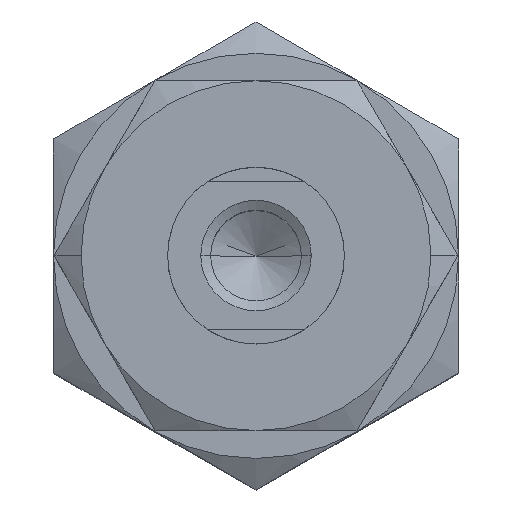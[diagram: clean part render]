
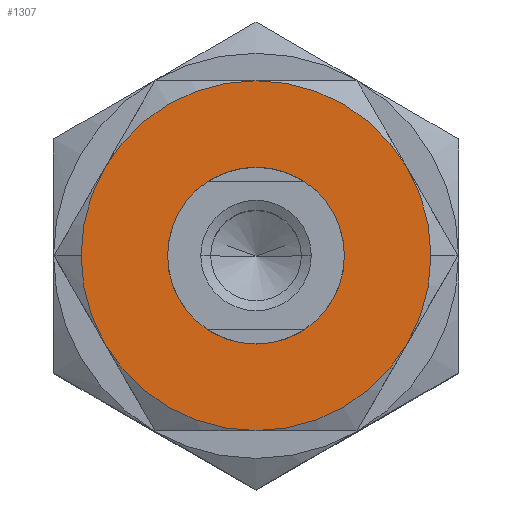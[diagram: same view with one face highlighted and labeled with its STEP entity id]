
A CAD part, top view. The second image highlights one B-rep face of the part: STEP entity #1307.
In plain terms, the highlighted planar face has unit normal (0, 0, 1).
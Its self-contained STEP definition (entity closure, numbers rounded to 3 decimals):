
#693=VERTEX_POINT('',#1884);
#751=VERTEX_POINT('',#1949);
#793=EDGE_CURVE('',#1183,#1735,#1996,.T.);
#827=EDGE_CURVE('',#1199,#1477,#2032,.T.);
#989=EDGE_CURVE('',#1383,#693,#2214,.T.);
#1097=EDGE_CURVE('',#693,#1383,#2339,.T.);
#1153=EDGE_CURVE('',#751,#1407,#2403,.T.);
#1165=EDGE_CURVE('',#1421,#1183,#2417,.T.);
#1177=EDGE_CURVE('',#1735,#1687,#2430,.T.);
#1183=VERTEX_POINT('',#2436);
#1199=VERTEX_POINT('',#2456);
#1201=EDGE_CURVE('',#1687,#1199,#2458,.T.);
#1307=ADVANCED_FACE('',(#2581,#2582),#2583,.T.);
#1329=EDGE_CURVE('',#1477,#751,#2606,.T.);
#1383=VERTEX_POINT('',#2668);
#1407=VERTEX_POINT('',#2694);
#1421=VERTEX_POINT('',#2709);
#1461=EDGE_CURVE('',#1407,#1421,#2753,.T.);
#1477=VERTEX_POINT('',#2770);
#1687=VERTEX_POINT('',#3001);
#1735=VERTEX_POINT('',#3054);
#1884=CARTESIAN_POINT('',(-4.8,0.,-4.5));
#1949=CARTESIAN_POINT('',(-9.5,0.,-4.5));
#1996=CIRCLE('',#3493,9.5);
#2032=CIRCLE('',#3564,9.5);
#2214=CIRCLE('',#3964,4.8);
#2339=CIRCLE('',#4165,4.8);
#2403=CIRCLE('',#4271,9.5);
#2417=CIRCLE('',#4291,9.5);
#2430=CIRCLE('',#4306,9.5);
#2436=CARTESIAN_POINT('',(8.227,4.75,-4.5));
#2456=CARTESIAN_POINT('',(0.,-9.5,-4.5));
#2458=CIRCLE('',#4340,9.5);
#2581=FACE_OUTER_BOUND('',#4574,.T.);
#2582=FACE_BOUND('',#4575,.T.);
#2583=PLANE('',#4576);
#2606=CIRCLE('',#4605,9.5);
#2668=CARTESIAN_POINT('',(4.8,0.,-4.5));
#2694=CARTESIAN_POINT('',(-8.227,4.75,-4.5));
#2709=CARTESIAN_POINT('',(0.,9.5,-4.5));
#2753=CIRCLE('',#4863,9.5);
#2770=CARTESIAN_POINT('',(-8.227,-4.75,-4.5));
#3001=CARTESIAN_POINT('',(8.227,-4.75,-4.5));
#3054=CARTESIAN_POINT('',(9.5,0.,-4.5));
#3493=AXIS2_PLACEMENT_3D('',#5665,#5666,#5667);
#3564=AXIS2_PLACEMENT_3D('',#5702,#5703,#5704);
#3964=AXIS2_PLACEMENT_3D('',#5897,#5898,#5899);
#4165=AXIS2_PLACEMENT_3D('',#6065,#6066,#6067);
#4271=AXIS2_PLACEMENT_3D('',#6143,#6144,#6145);
#4291=AXIS2_PLACEMENT_3D('',#6165,#6166,#6167);
#4306=AXIS2_PLACEMENT_3D('',#6183,#6184,#6185);
#4340=AXIS2_PLACEMENT_3D('',#6228,#6229,#6230);
#4574=EDGE_LOOP('',(#6409,#6410,#6411,#6412,#6413,#6414,#6415,#6416));
#4575=EDGE_LOOP('',(#6417,#6418));
#4576=AXIS2_PLACEMENT_3D('',#6419,#6420,#6421);
#4605=AXIS2_PLACEMENT_3D('',#6439,#6440,#6441);
#4863=AXIS2_PLACEMENT_3D('',#6607,#6608,#6609);
#5665=CARTESIAN_POINT('',(0.,0.,-4.5));
#5666=DIRECTION('',(0.,0.,-1.0));
#5667=DIRECTION('',(-1.0,0.,0.));
#5702=CARTESIAN_POINT('',(0.,0.,-4.5));
#5703=DIRECTION('',(0.,0.,-1.0));
#5704=DIRECTION('',(-1.0,0.,0.));
#5897=CARTESIAN_POINT('',(0.,0.,-4.5));
#5898=DIRECTION('',(0.,0.,-1.0));
#5899=DIRECTION('',(-1.0,0.,0.));
#6065=CARTESIAN_POINT('',(0.,0.,-4.5));
#6066=DIRECTION('',(0.,0.,-1.0));
#6067=DIRECTION('',(-1.0,0.,0.));
#6143=CARTESIAN_POINT('',(0.,0.,-4.5));
#6144=DIRECTION('',(0.,0.,-1.0));
#6145=DIRECTION('',(-1.0,0.,0.));
#6165=CARTESIAN_POINT('',(0.,0.,-4.5));
#6166=DIRECTION('',(0.,0.,-1.0));
#6167=DIRECTION('',(-1.0,0.,0.));
#6183=CARTESIAN_POINT('',(0.,0.,-4.5));
#6184=DIRECTION('',(0.,0.,-1.0));
#6185=DIRECTION('',(-1.0,0.,0.));
#6228=CARTESIAN_POINT('',(0.,0.,-4.5));
#6229=DIRECTION('',(0.,0.,-1.0));
#6230=DIRECTION('',(-1.0,0.,0.));
#6409=ORIENTED_EDGE('',*,*,#1329,.F.);
#6410=ORIENTED_EDGE('',*,*,#827,.F.);
#6411=ORIENTED_EDGE('',*,*,#1201,.F.);
#6412=ORIENTED_EDGE('',*,*,#1177,.F.);
#6413=ORIENTED_EDGE('',*,*,#793,.F.);
#6414=ORIENTED_EDGE('',*,*,#1165,.F.);
#6415=ORIENTED_EDGE('',*,*,#1461,.F.);
#6416=ORIENTED_EDGE('',*,*,#1153,.F.);
#6417=ORIENTED_EDGE('',*,*,#1097,.T.);
#6418=ORIENTED_EDGE('',*,*,#989,.T.);
#6419=CARTESIAN_POINT('',(-7.15,0.,-4.5));
#6420=DIRECTION('',(0.,0.,1.0));
#6421=DIRECTION('',(-1.0,0.,0.));
#6439=CARTESIAN_POINT('',(0.,0.,-4.5));
#6440=DIRECTION('',(0.,0.,-1.0));
#6441=DIRECTION('',(-1.0,0.,0.));
#6607=CARTESIAN_POINT('',(0.,0.,-4.5));
#6608=DIRECTION('',(0.,0.,-1.0));
#6609=DIRECTION('',(-1.0,0.,0.));
